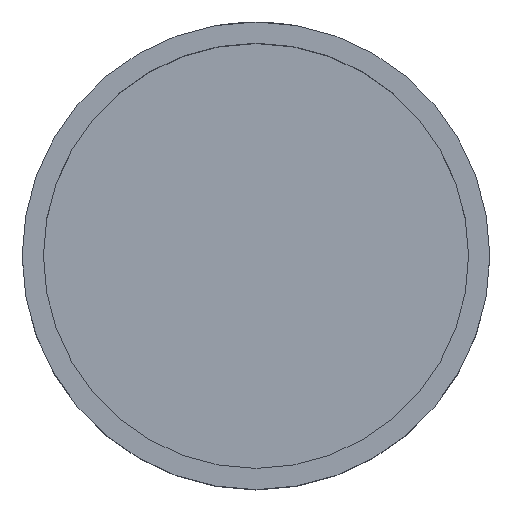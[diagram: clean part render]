
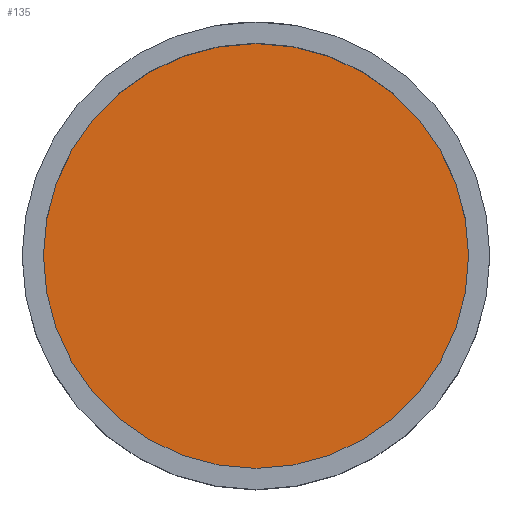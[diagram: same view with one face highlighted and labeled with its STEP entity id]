
A CAD part, top view. The second image highlights one B-rep face of the part: STEP entity #135.
In plain terms, the highlighted planar face has unit normal (0, 0, 1).
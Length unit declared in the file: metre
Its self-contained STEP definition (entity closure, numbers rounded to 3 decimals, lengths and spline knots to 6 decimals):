
#12=PLANE('',#165);
#47=ORIENTED_EDGE('',*,*,#67,.F.);
#67=EDGE_CURVE('',#83,#83,#95,.F.);
#83=VERTEX_POINT('',#219);
#95=CIRCLE('',#156,0.05);
#109=EDGE_LOOP('',(#47));
#123=FACE_BOUND('',#109,.T.);
#135=ADVANCED_FACE('',(#123),#12,.T.);
#156=AXIS2_PLACEMENT_3D('',#218,#176,#177);
#165=AXIS2_PLACEMENT_3D('',#243,#198,#199);
#176=DIRECTION('',(0.,0.,1.));
#177=DIRECTION('',(1.,0.,0.));
#198=DIRECTION('',(0.,0.,1.));
#199=DIRECTION('',(1.,0.,0.));
#218=CARTESIAN_POINT('',(0.,0.,0.005));
#219=CARTESIAN_POINT('',(0.05,0.,0.005));
#243=CARTESIAN_POINT('',(0.,0.,0.005));
